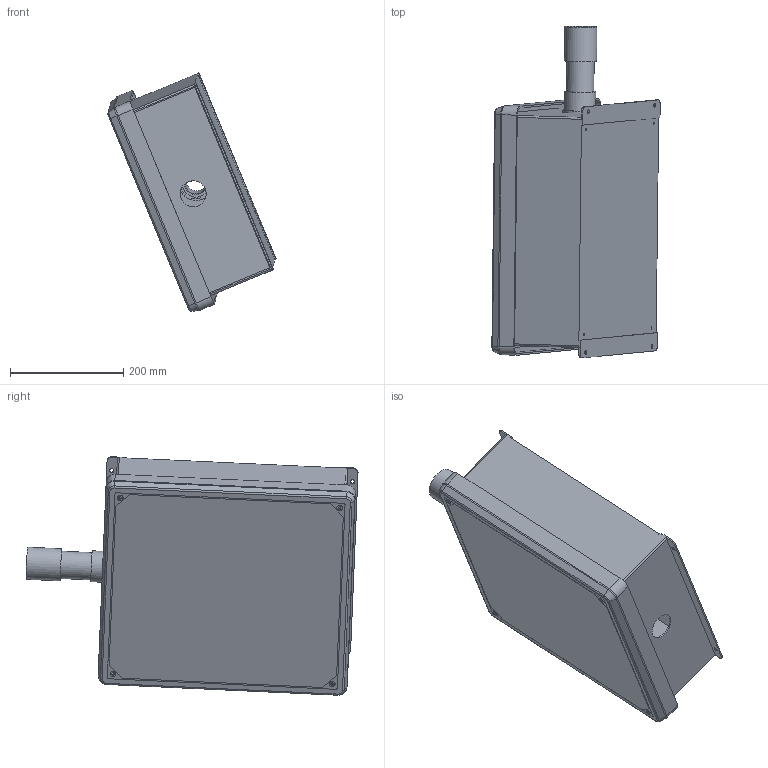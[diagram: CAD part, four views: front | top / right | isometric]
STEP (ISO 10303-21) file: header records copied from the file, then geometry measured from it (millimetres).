
FILE_DESCRIPTION((''),'2;1');
FILE_NAME('CM_Box_FriemE554_X1 .stp','2014-10-29T16:53:08',('fem'),(''),'Autodesk Inventor 2012','Autodesk Inventor 2012','');
FILE_SCHEMA(('AUTOMOTIVE_DESIGN { 1 0 10303 214 1 1 1 1 }'));
Length unit declared in the file: inch
Products named in the file (8): CM_Box_FriemE554_X1 ; HJ1614HW; HJ1614w-lid; adapter - 1.5 male; locknut-1.5 inch; washer- seal 1.5 inch; CONDUIT-1.5x110; COUPLING-044529
Assembly tree (7 placements, depth 2):
  CM_Box_FriemE554_X1 
    HJ1614HW
    HJ1614w-lid
    adapter - 1.5 male
    locknut-1.5 inch
    washer- seal 1.5 inch
    CONDUIT-1.5x110
    COUPLING-044529
Bounding box: 296.82 x 585.74 x 420.69 mm (x, y, z)
Volume: 2414570.4 mm3; surface area: 1348890.4 mm2
Topology: 7 solids, 7 shells, 190 faces, 485 edges, 316 vertices
Faces by surface type: cylinder 85, plane 85, cone 12, torus 8
Full cylindrical faces by diameter (mm): 10.16 x4, 38.1 x1, 39.776 x1, 44.577 x1, 47.752 x2, 48.26 x3, 48.717 x2, 54.762 x1, 56.794 x1, 60.325 x1
Entity records: 6024 total; most frequent: DIRECTION 1074, CARTESIAN_POINT 977, ORIENTED_EDGE 924, EDGE_CURVE 462, AXIS2_PLACEMENT_3D 407, VERTEX_POINT 310, VECTOR 260, LINE 260
